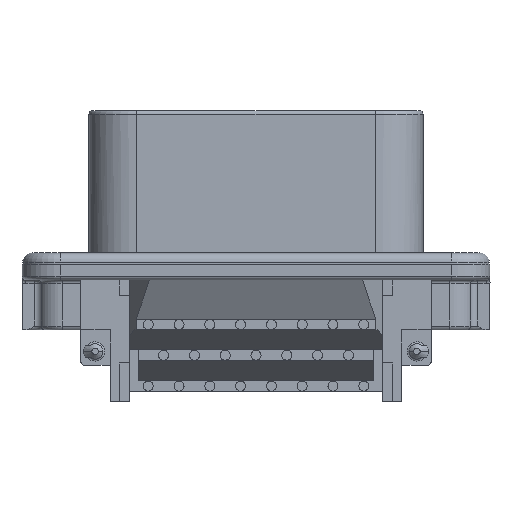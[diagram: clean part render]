
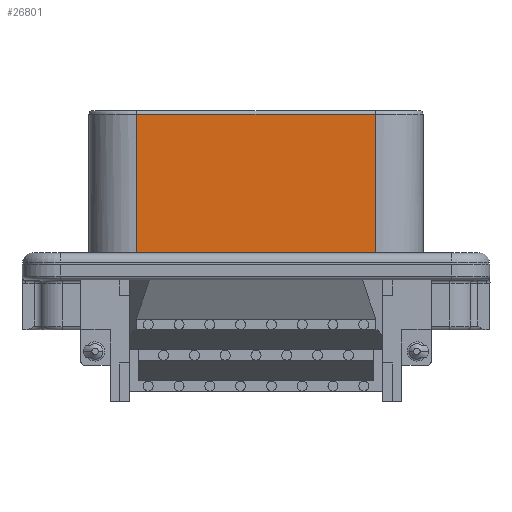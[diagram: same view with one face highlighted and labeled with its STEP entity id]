
A CAD part, front view. The second image highlights one B-rep face of the part: STEP entity #26801.
In plain terms, the highlighted planar face has unit normal (0, -1, 0).
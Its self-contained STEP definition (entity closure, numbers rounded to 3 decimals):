
#11266=DIRECTION('',(1.,0.,0.));
#11267=VECTOR('',#11266,31.);
#11268=CARTESIAN_POINT('',(-15.5,-11.8,-0.5));
#11269=LINE('',#11268,#11267);
#11273=DIRECTION('',(0.,0.,-1.));
#11274=VECTOR('',#11273,19.5);
#11275=CARTESIAN_POINT('',(15.5,-11.8,-0.5));
#11276=LINE('',#11275,#11274);
#11280=DIRECTION('',(-1.,0.,0.));
#11281=VECTOR('',#11280,31.);
#11282=CARTESIAN_POINT('',(15.5,-11.8,-20.));
#11283=LINE('',#11282,#11281);
#11295=DIRECTION('',(0.,0.,-1.));
#11296=VECTOR('',#11295,19.5);
#11297=CARTESIAN_POINT('',(-15.5,-11.8,-0.5));
#11298=LINE('',#11297,#11296);
#16521=CARTESIAN_POINT('',(15.5,-11.8,-20.));
#16522=CARTESIAN_POINT('',(-15.5,-11.8,-20.));
#16523=VERTEX_POINT('',#16521);
#16524=VERTEX_POINT('',#16522);
#18381=CARTESIAN_POINT('',(15.5,-11.8,-0.5));
#18382=VERTEX_POINT('',#18381);
#18385=CARTESIAN_POINT('',(-15.5,-11.8,-0.5));
#18386=VERTEX_POINT('',#18385);
#26789=CARTESIAN_POINT('',(15.5,-11.8,0.));
#26790=DIRECTION('',(0.,-1.,0.));
#26791=DIRECTION('',(-1.,0.,0.));
#26792=AXIS2_PLACEMENT_3D('',#26789,#26790,#26791);
#26793=PLANE('',#26792);
#26794=ORIENTED_EDGE('',*,*,#26690,.T.);
#26795=ORIENTED_EDGE('',*,*,#26720,.T.);
#26796=ORIENTED_EDGE('',*,*,#20432,.T.);
#26798=ORIENTED_EDGE('',*,*,#26797,.F.);
#26799=EDGE_LOOP('',(#26794,#26795,#26796,#26798));
#26800=FACE_OUTER_BOUND('',#26799,.F.);
#20432=EDGE_CURVE('',#16523,#16524,#11283,.T.);
#26690=EDGE_CURVE('',#18386,#18382,#11269,.T.);
#26720=EDGE_CURVE('',#18382,#16523,#11276,.T.);
#26797=EDGE_CURVE('',#18386,#16524,#11298,.T.);
#26801=ADVANCED_FACE('',(#26800),#26793,.T.);
